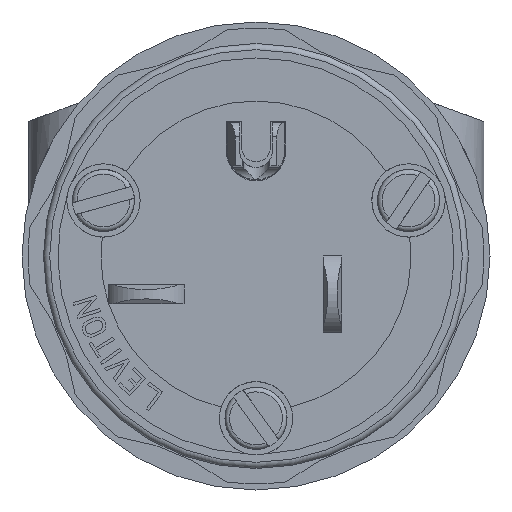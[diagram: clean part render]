
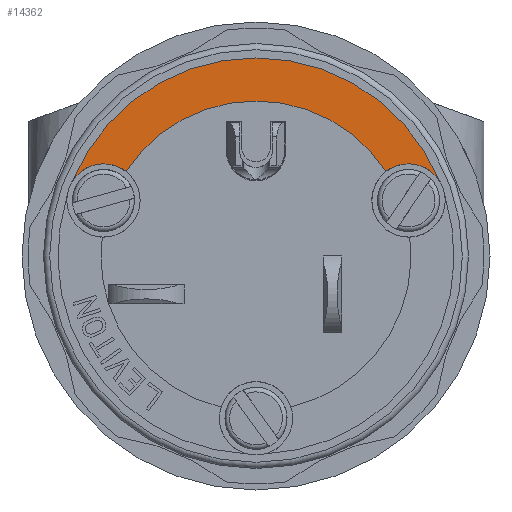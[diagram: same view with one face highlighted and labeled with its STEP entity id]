
A CAD part, left-side view. The second image highlights one B-rep face of the part: STEP entity #14362.
In plain terms, the highlighted planar face has unit normal (-1, 0, 0).
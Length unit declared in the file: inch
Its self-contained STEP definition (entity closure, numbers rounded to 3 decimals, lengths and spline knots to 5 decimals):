
#780 = ORIENTED_EDGE ( 'NONE', *, *, #16792, .F. ) ;
#1232 = DIRECTION ( 'NONE',  ( -1., 0., 0. ) ) ;
#1294 = CARTESIAN_POINT ( 'NONE',  ( 0.02, 0.42515, 0.27622 ) ) ;
#3601 = CARTESIAN_POINT ( 'NONE',  ( 0.02, 0.99634, 1.64799 ) ) ;
#5767 = DIRECTION ( 'NONE',  ( -1., 0., 0. ) ) ;
#6071 = EDGE_CURVE ( 'NONE', #37626, #35857, #15137, .T. ) ;
#8183 = AXIS2_PLACEMENT_3D ( 'NONE', #38900, #15175, #8583 ) ;
#8221 = CARTESIAN_POINT ( 'NONE',  ( 0.02, -0.49898, 0.18161 ) ) ;
#8583 = DIRECTION ( 'NONE',  ( 0., -1., 0. ) ) ;
#8595 = AXIS2_PLACEMENT_3D ( 'NONE', #9954, #13721, #40879 ) ;
#9252 = AXIS2_PLACEMENT_3D ( 'NONE', #24775, #1232, #41576 ) ;
#9870 = CARTESIAN_POINT ( 'NONE',  ( 0.02, -0.42515, 0.27622 ) ) ;
#9900 = ORIENTED_EDGE ( 'NONE', *, *, #6071, .F. ) ;
#9954 = CARTESIAN_POINT ( 'NONE',  ( 0.02, 0., 0. ) ) ;
#10899 = CARTESIAN_POINT ( 'NONE',  ( 0.02, -0.59822, 0.24907 ) ) ;
#12373 = VERTEX_POINT ( 'NONE', #31186 ) ;
#12884 = EDGE_LOOP ( 'NONE', ( #30459, #780, #38400, #9900 ) ) ;
#13453 = EDGE_CURVE ( 'NONE', #37626, #12373, #15556, .T. ) ;
#13721 = DIRECTION ( 'NONE',  ( -1., 0., 0. ) ) ;
#13722 = PLANE ( 'NONE',  #40462 ) ;
#14112 = EDGE_CURVE ( 'NONE', #35857, #22495, #27653, .T. ) ;
#14362 = ADVANCED_FACE ( 'NONE', ( #34275 ), #13722, .F. ) ;
#15137 = CIRCLE ( 'NONE', #25048, 0.12 ) ;
#15175 = DIRECTION ( 'NONE',  ( -1., 0., 0. ) ) ;
#15556 = CIRCLE ( 'NONE', #9252, 0.648 ) ;
#16792 = EDGE_CURVE ( 'NONE', #22495, #12373, #29371, .T. ) ;
#21672 = DIRECTION ( 'NONE',  ( 0., -1., 0. ) ) ;
#22495 = VERTEX_POINT ( 'NONE', #1294 ) ;
#24775 = CARTESIAN_POINT ( 'NONE',  ( 0.02, 0., 0. ) ) ;
#25048 = AXIS2_PLACEMENT_3D ( 'NONE', #8221, #5767, #21672 ) ;
#27200 = DIRECTION ( 'NONE',  ( 1., 0., 0. ) ) ;
#27653 = CIRCLE ( 'NONE', #8595, 0.507 ) ;
#29371 = CIRCLE ( 'NONE', #8183, 0.12 ) ;
#30459 = ORIENTED_EDGE ( 'NONE', *, *, #13453, .T. ) ;
#31186 = CARTESIAN_POINT ( 'NONE',  ( 0.02, 0.59822, 0.24907 ) ) ;
#34275 = FACE_OUTER_BOUND ( 'NONE', #12884, .T. ) ;
#35857 = VERTEX_POINT ( 'NONE', #9870 ) ;
#37626 = VERTEX_POINT ( 'NONE', #10899 ) ;
#38400 = ORIENTED_EDGE ( 'NONE', *, *, #14112, .F. ) ;
#38900 = CARTESIAN_POINT ( 'NONE',  ( 0.02, 0.49898, 0.18161 ) ) ;
#40462 = AXIS2_PLACEMENT_3D ( 'NONE', #3601, #27200, #40680 ) ;
#40680 = DIRECTION ( 'NONE',  ( 0., 0., 1. ) ) ;
#40879 = DIRECTION ( 'NONE',  ( 0., -1., 0. ) ) ;
#41576 = DIRECTION ( 'NONE',  ( 0., -1., 0. ) ) ;
